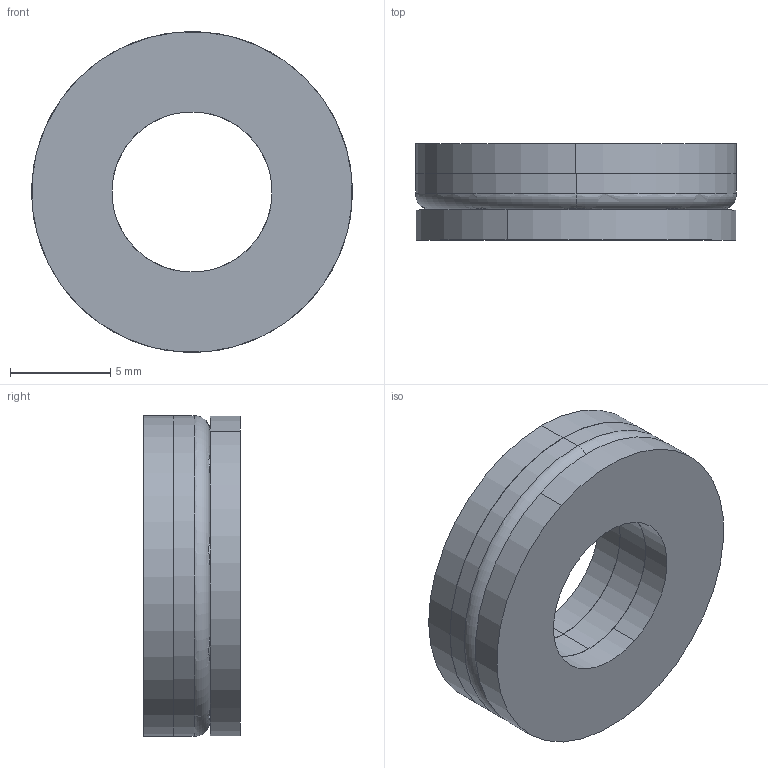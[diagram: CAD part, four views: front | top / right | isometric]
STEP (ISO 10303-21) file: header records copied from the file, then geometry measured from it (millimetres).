
FILE_DESCRIPTION (( 'STEP AP214' ), '1' );
FILE_NAME ('B952 Ïîäøèïíèê óïîðíûé 8 - 16 - 5 ìì.STEP', '2026-03-01T20:31:14', ( '' ), ( '' ), 'SwSTEP 2.0', 'SolidWorks 2026', '' );
FILE_SCHEMA (( 'AUTOMOTIVE_DESIGN' ));
Length unit declared in the file: millimetre
Products named in the file (4): B992 Внутренняя часть_00; B952 Шарик_00; B952 Первая часть_00; B952 Подшипник упорный 8 - 16 - 5 мм
Assembly tree (12 placements, depth 2):
  B952 Подшипник упорный 8 - 16 - 5 мм
    B992 Внутренняя часть_00
    B952 Шарик_00  x9
    B952 Первая часть_00  x2
Bounding box: 16 x 4.8 x 16 mm (x, y, z)
Volume: 580.6 mm3; surface area: 1575.9 mm2
Topology: 12 solids, 12 shells, 74 faces, 219 edges, 148 vertices
Faces by surface type: cylinder 34, sphere 18, plane 12, torus 10
Entity records: 1881 total; most frequent: CARTESIAN_POINT 376, DIRECTION 332, ORIENTED_EDGE 268, AXIS2_PLACEMENT_3D 151, EDGE_CURVE 134, CIRCLE 90, VERTEX_POINT 89, EDGE_LOOP 63
